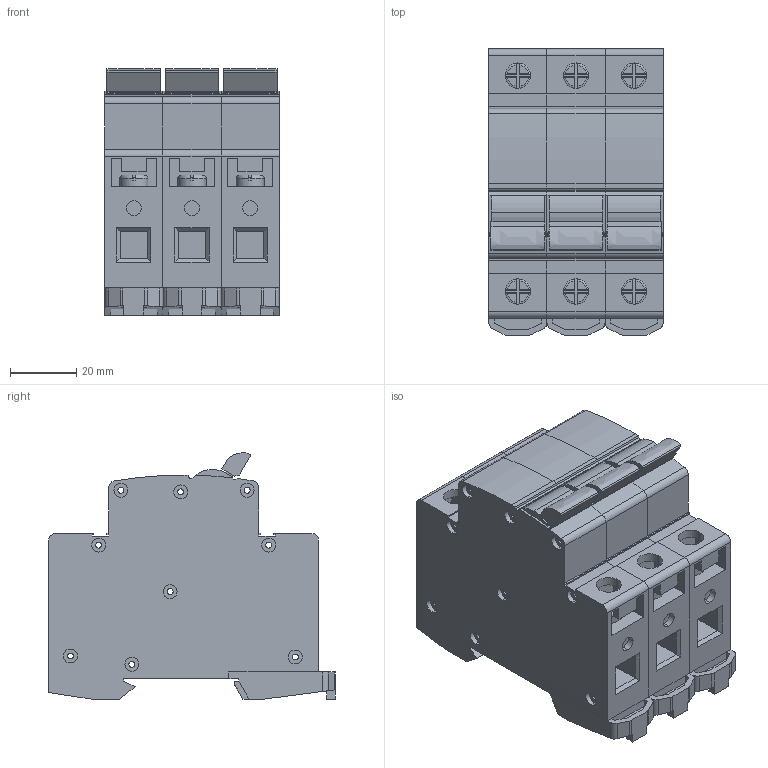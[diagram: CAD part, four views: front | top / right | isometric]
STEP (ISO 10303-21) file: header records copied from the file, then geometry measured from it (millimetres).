
FILE_DESCRIPTION (( 'STEP AP203' ), '1' );
FILE_NAME ('Âûêëþ÷àòåëü àâòîìàòè÷åñêèé AV-6 3P 10A (C) 6êÀ EKF AVERES (mcb6-3-10C-av).STEP', '2022-09-01T13:12:44', ( '' ), ( '' ), 'SwSTEP 2.0', 'SolidWorks 2021', '' );
FILE_SCHEMA (( 'CONFIG_CONTROL_DESIGN' ));
Length unit declared in the file: millimetre
Products named in the file (1): Âûêëþ÷àòåëü àâòîìàòè÷åñêèé AV-6 3P 10A (C) 6êÀ EKF AVERES (mcb6-3-10C-av)
Bounding box: 52.5 x 86.2 x 74.18 mm (x, y, z)
Volume: 224218.3 mm3; surface area: 57734 mm2
Topology: 3 solids, 3 shells, 864 faces, 2247 edges, 1476 vertices
Faces by surface type: plane 573, cylinder 276, torus 12, bspline 3
Entity records: 27017 total; most frequent: CARTESIAN_POINT 5275, ORIENTED_EDGE 4494, DIRECTION 4445, EDGE_CURVE 2247, VECTOR 1557, LINE 1557, VERTEX_POINT 1476, AXIS2_PLACEMENT_3D 1444
